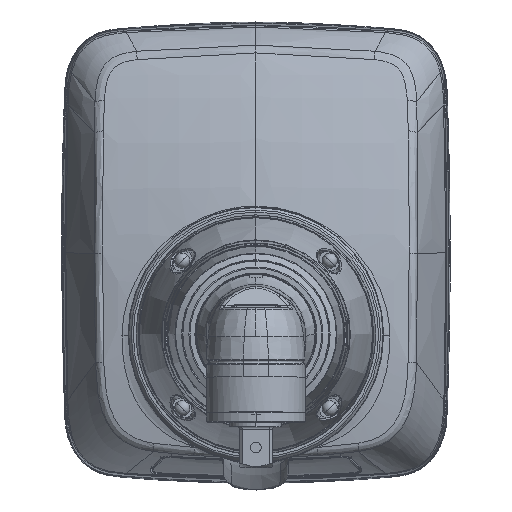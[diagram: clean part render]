
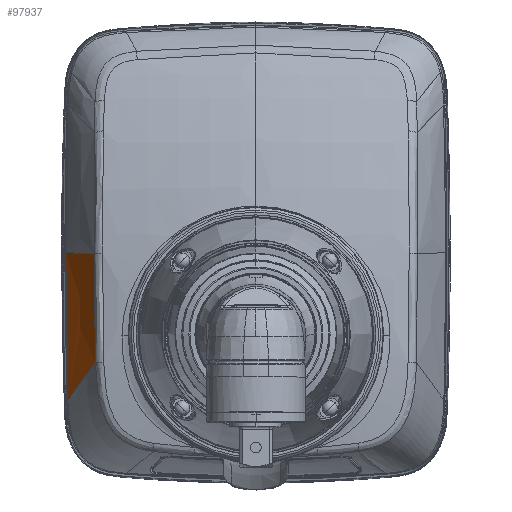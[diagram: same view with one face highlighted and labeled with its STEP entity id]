
A CAD part, top view. The second image highlights one B-rep face of the part: STEP entity #97937.
In plain terms, the highlighted free-form (B-spline) face has degree [3, 5] with [5, 9] control points.
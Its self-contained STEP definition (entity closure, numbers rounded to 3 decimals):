
#18752=CARTESIAN_POINT('',(-30.978,15.757,
-140.358));
#18754=CARTESIAN_POINT('',(-36.444,15.999,
-154.617));
#18755=CARTESIAN_POINT('',(-35.754,15.991,
-152.581));
#18756=CARTESIAN_POINT('',(-33.844,15.882,
-147.304));
#18757=CARTESIAN_POINT('',(-31.785,15.773,
-142.179));
#18758=CARTESIAN_POINT('',(-30.978,15.757,
-140.358));
#18760=CARTESIAN_POINT('',(-30.978,15.757,
-140.358));
#18761=CARTESIAN_POINT('',(-30.977,15.325,
-140.312));
#18762=CARTESIAN_POINT('',(-30.974,14.426,
-140.222));
#18763=CARTESIAN_POINT('',(-30.968,12.951,
-140.086));
#18764=CARTESIAN_POINT('',(-30.961,11.417,
-139.961));
#18765=CARTESIAN_POINT('',(-30.953,9.865,
-139.851));
#18766=CARTESIAN_POINT('',(-30.943,8.347,
-139.758));
#18767=CARTESIAN_POINT('',(-30.931,6.908,
-139.683));
#18768=CARTESIAN_POINT('',(-30.92,5.605,
-139.627));
#18769=CARTESIAN_POINT('',(-30.909,4.445,
-139.586));
#18770=CARTESIAN_POINT('',(-30.898,3.382,
-139.556));
#18771=CARTESIAN_POINT('',(-30.886,2.38,
-139.534));
#18772=CARTESIAN_POINT('',(-30.874,1.401,
-139.518));
#18773=CARTESIAN_POINT('',(-30.861,0.436,
-139.507));
#18774=CARTESIAN_POINT('',(-30.848,-0.512,
-139.503));
#18775=CARTESIAN_POINT('',(-30.834,-1.444,
-139.503));
#18776=CARTESIAN_POINT('',(-30.82,-2.361,
-139.508));
#18777=CARTESIAN_POINT('',(-30.805,-3.262,
-139.518));
#18778=CARTESIAN_POINT('',(-30.79,-4.148,
-139.532));
#18779=CARTESIAN_POINT('',(-30.779,-4.729,
-139.544));
#18780=CARTESIAN_POINT('',(-30.774,-5.017,
-139.551));
#18782=CARTESIAN_POINT('',(-36.051,-12.27,
-154.613));
#18783=CARTESIAN_POINT('',(-36.073,-11.587,
-154.608));
#18784=CARTESIAN_POINT('',(-36.12,-10.067,
-154.6));
#18785=CARTESIAN_POINT('',(-36.198,-7.294,
-154.6));
#18786=CARTESIAN_POINT('',(-36.274,-4.111,
-154.603));
#18787=CARTESIAN_POINT('',(-36.339,-0.569,
-154.606));
#18788=CARTESIAN_POINT('',(-36.391,3.272,
-154.607));
#18789=CARTESIAN_POINT('',(-36.425,7.351,
-154.61));
#18790=CARTESIAN_POINT('',(-36.444,11.613,
-154.615));
#18791=CARTESIAN_POINT('',(-36.445,14.523,
-154.617));
#18792=CARTESIAN_POINT('',(-36.444,15.999,
-154.617));
#18845=CARTESIAN_POINT('',(-36.051,-12.27,
-154.613));
#18847=CARTESIAN_POINT('',(-36.051,-12.27,
-154.613));
#18848=CARTESIAN_POINT('',(-34.508,-9.895,
-149.595));
#18849=CARTESIAN_POINT('',(-32.453,-6.889,
-143.37));
#18850=CARTESIAN_POINT('',(-30.774,-5.017,
-139.551));
#67943=VERTEX_POINT('',#18752);
#67945=VERTEX_POINT('',#18780);
#68004=VERTEX_POINT('',#18754);
#68020=VERTEX_POINT('',#18845);
#97882=CARTESIAN_POINT('',(-36.606,16.287,-155.1));
#97883=CARTESIAN_POINT('',(-36.607,14.423,-155.1));
#97884=CARTESIAN_POINT('',(-36.599,10.611,-155.1));
#97885=CARTESIAN_POINT('',(-36.566,5.826,-155.1));
#97886=CARTESIAN_POINT('',(-36.492,0.024,-155.1));
#97887=CARTESIAN_POINT('',(-36.376,-5.777,-155.1));
#97888=CARTESIAN_POINT('',(-36.278,-9.713,-155.1));
#97889=CARTESIAN_POINT('',(-36.223,-11.703,-155.1));
#97890=CARTESIAN_POINT('',(-36.194,-12.72,-155.1));
#97891=CARTESIAN_POINT('',(-35.92,16.272,
-153.045));
#97892=CARTESIAN_POINT('',(-35.906,14.508,
-152.984));
#97893=CARTESIAN_POINT('',(-35.891,10.911,
-152.86));
#97894=CARTESIAN_POINT('',(-35.886,6.411,
-152.704));
#97895=CARTESIAN_POINT('',(-35.852,0.943,
-152.529));
#97896=CARTESIAN_POINT('',(-35.704,-4.605,
-152.394));
#97897=CARTESIAN_POINT('',(-35.519,-8.435,
-152.334));
#97898=CARTESIAN_POINT('',(-35.4,-10.392,
-152.314));
#97899=CARTESIAN_POINT('',(-35.332,-11.399,
-152.307));
#97900=CARTESIAN_POINT('',(-33.748,16.111,
-147.026));
#97901=CARTESIAN_POINT('',(-33.737,14.584,
-146.913));
#97902=CARTESIAN_POINT('',(-33.731,11.495,
-146.69));
#97903=CARTESIAN_POINT('',(-33.744,7.662,
-146.432));
#97904=CARTESIAN_POINT('',(-33.738,2.977,
-146.159));
#97905=CARTESIAN_POINT('',(-33.621,-1.949,
-145.968));
#97906=CARTESIAN_POINT('',(-33.456,-5.49,
-145.898));
#97907=CARTESIAN_POINT('',(-33.345,-7.346,
-145.882));
#97908=CARTESIAN_POINT('',(-33.281,-8.313,
-145.88));
#97909=CARTESIAN_POINT('',(-31.381,15.954,
-141.197));
#97910=CARTESIAN_POINT('',(-31.384,14.639,
-141.077));
#97911=CARTESIAN_POINT('',(-31.387,12.004,
-140.861));
#97912=CARTESIAN_POINT('',(-31.378,8.776,
-140.651));
#97913=CARTESIAN_POINT('',(-31.351,4.799,
-140.464));
#97914=CARTESIAN_POINT('',(-31.297,0.414,
-140.362));
#97915=CARTESIAN_POINT('',(-31.242,-2.898,
-140.349));
#97916=CARTESIAN_POINT('',(-31.208,-4.682,
-140.361));
#97917=CARTESIAN_POINT('',(-31.189,-5.626,
-140.373));
#97918=CARTESIAN_POINT('',(-30.5,15.942,
-139.332));
#97919=CARTESIAN_POINT('',(-30.5,14.702,
-139.198));
#97920=CARTESIAN_POINT('',(-30.496,12.23,
-138.959));
#97921=CARTESIAN_POINT('',(-30.481,9.222,
-138.734));
#97922=CARTESIAN_POINT('',(-30.451,5.5,
-138.542));
#97923=CARTESIAN_POINT('',(-30.396,1.288,
-138.451));
#97924=CARTESIAN_POINT('',(-30.34,-1.974,
-138.457));
#97925=CARTESIAN_POINT('',(-30.305,-3.756,
-138.482));
#97926=CARTESIAN_POINT('',(-30.286,-4.704,
-138.502));
#97927=B_SPLINE_SURFACE_WITH_KNOTS('',3,5,((#97882,#97883,#97884,#97885,#97886,
#97887,#97888,#97889,#97890),(#97891,#97892,#97893,#97894,#97895,#97896,#97897,
#97898,#97899),(#97900,#97901,#97902,#97903,#97904,#97905,#97906,#97907,#97908),
(#97909,#97910,#97911,#97912,#97913,#97914,#97915,#97916,#97917),(#97918,#97919,
#97920,#97921,#97922,#97923,#97924,#97925,#97926)),.UNSPECIFIED.,.F.,.F.,.F.,(4,
1,4),(6,1,1,1,6),(0.,0.5,1.),(-0.01,0.317,
0.659,0.829,1.008),.UNSPECIFIED.);
#97928=ORIENTED_EDGE('',*,*,#97865,.T.);
#97930=ORIENTED_EDGE('',*,*,#97929,.T.);
#97932=ORIENTED_EDGE('',*,*,#97931,.F.);
#97934=ORIENTED_EDGE('',*,*,#97933,.T.);
#97935=EDGE_LOOP('',(#97928,#97930,#97932,#97934));
#97936=FACE_OUTER_BOUND('',#97935,.F.);
#97937=ADVANCED_FACE('',(#97936),#97927,.F.);
#18759=B_SPLINE_CURVE_WITH_KNOTS('',3,(#18754,#18755,#18756,#18757,#18758),
.UNSPECIFIED.,.F.,.F.,(4,1,4),(0.,0.527,1.),.UNSPECIFIED.);
#18781=B_SPLINE_CURVE_WITH_KNOTS('',3,(#18760,#18761,#18762,#18763,#18764,
#18765,#18766,#18767,#18768,#18769,#18770,#18771,#18772,#18773,#18774,#18775,
#18776,#18777,#18778,#18779,#18780),.UNSPECIFIED.,.F.,.F.,(4,1,1,1,1,1,1,1,1,1,
1,1,1,1,1,1,1,1,4),(0.,0.056,0.111,0.167,
0.222,0.278,0.333,0.389,
0.444,0.5,0.556,0.611,0.667,
0.722,0.778,0.833,0.889,
0.944,1.),.UNSPECIFIED.);
#18793=B_SPLINE_CURVE_WITH_KNOTS('',3,(#18782,#18783,#18784,#18785,#18786,
#18787,#18788,#18789,#18790,#18791,#18792),.UNSPECIFIED.,.F.,.F.,(4,1,1,1,1,1,1,
1,4),(0.,0.125,0.25,0.375,0.5,0.625,0.75,0.875,1.),
.UNSPECIFIED.);
#18851=B_SPLINE_CURVE_WITH_KNOTS('',3,(#18847,#18848,#18849,#18850),
.UNSPECIFIED.,.F.,.F.,(4,4),(0.,1.),.UNSPECIFIED.);
#97865=EDGE_CURVE('',#68004,#67943,#18759,.T.);
#97929=EDGE_CURVE('',#67943,#67945,#18781,.T.);
#97931=EDGE_CURVE('',#68020,#67945,#18851,.T.);
#97933=EDGE_CURVE('',#68020,#68004,#18793,.T.);
